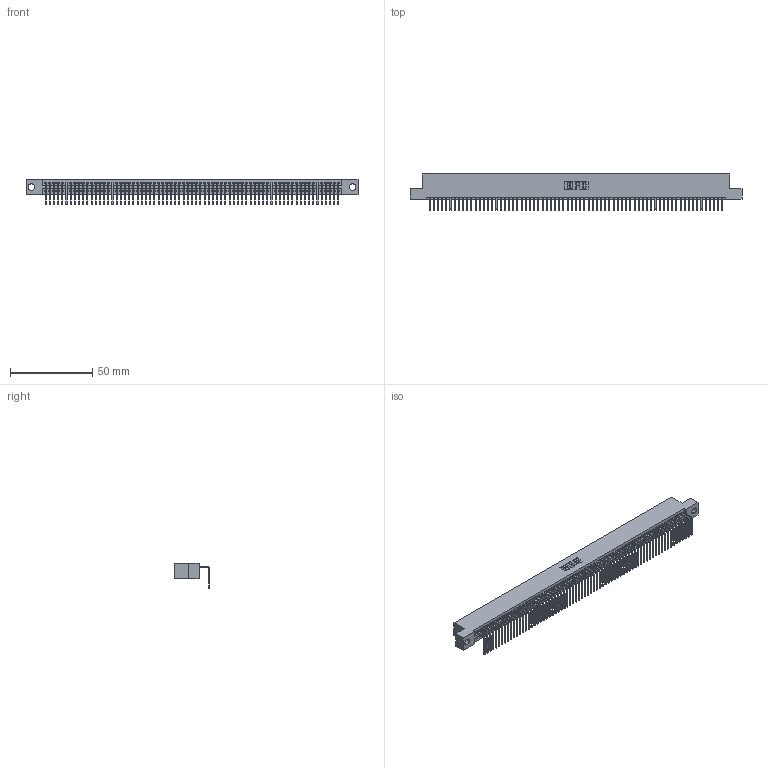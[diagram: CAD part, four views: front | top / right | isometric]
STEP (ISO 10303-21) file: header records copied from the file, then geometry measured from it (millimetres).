
FILE_DESCRIPTION (( 'STEP AP203' ), '1' );
FILE_NAME ('395-071-558-104.STEP', '2021-06-11T20:16:13', ( '' ), ( '' ), 'SwSTEP 2.0', 'SolidWorks 2020', '' );
FILE_SCHEMA (( 'CONFIG_CONTROL_DESIGN' ));
Length unit declared in the file: inch
Products named in the file (3): 345 Part_Flush Mounting Lugs - 0.156 Dia-TI; 395-071-558-104; 345-292-001_558 Tail - 2
Assembly tree (72 placements, depth 2):
  395-071-558-104
    345 Part_Flush Mounting Lugs - 0.156 Dia-TI
    345-292-001_558 Tail - 2  x71
Bounding box: 201.55 x 21.83 x 15.37 mm (x, y, z)
Volume: 19511.5 mm3; surface area: 27555.6 mm2
Topology: 72 solids, 72 shells, 4400 faces, 13299 edges, 8770 vertices
Faces by surface type: plane 3076, cylinder 1324
Entity records: 50035 total; most frequent: ORIENTED_EDGE 8678, CARTESIAN_POINT 8675, DIRECTION 7533, EDGE_CURVE 4339, LINE 3923, VECTOR 3923, VERTEX_POINT 2890, AXIS2_PLACEMENT_3D 1805
